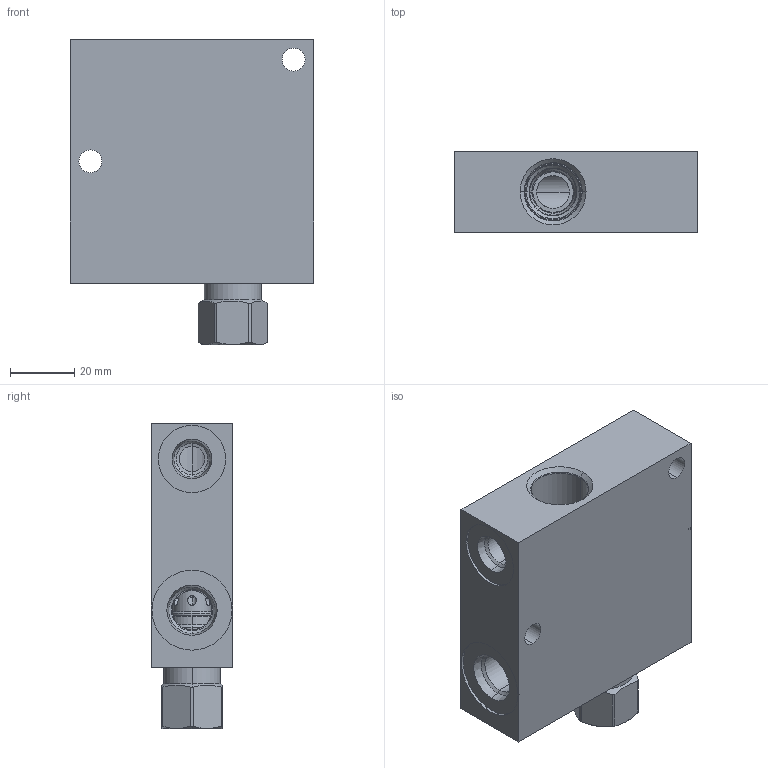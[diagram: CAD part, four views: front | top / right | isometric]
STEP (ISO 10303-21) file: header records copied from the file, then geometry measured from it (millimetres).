
FILE_DESCRIPTION((''),'2;1');
FILE_NAME('J2I_ASM','2019-10-29T',('ProEService'),(''),'PRO/ENGINEER BY PARAMETRIC TECHNOLOGY CORPORATION, 2014200','PRO/ENGINEER BY PARAMETRIC TECHNOLOGY CORPORATION, 2014200','');
FILE_SCHEMA(('CONFIG_CONTROL_DESIGN'));
Length unit declared in the file: inch
Products named in the file (3): 158-481-004; CXADXCN; J2I_ASM
Assembly tree (2 placements, depth 2):
  J2I_ASM
    158-481-004
    CXADXCN
Bounding box: 76.2 x 25.4 x 95.4 mm (x, y, z)
Volume: 125611.3 mm3; surface area: 32133 mm2
Topology: 4 solids, 4 shells, 221 faces, 777 edges, 661 vertices
Faces by surface type: cylinder 96, cone 56, plane 31, torus 30, revolution 8
Entity records: 9674 total; most frequent: CARTESIAN_POINT 3124, DIRECTION 1385, ORIENTED_EDGE 1030, EDGE_CURVE 515, AXIS2_PLACEMENT_3D 472, VECTOR 433, LINE 433, VERTEX_POINT 306
